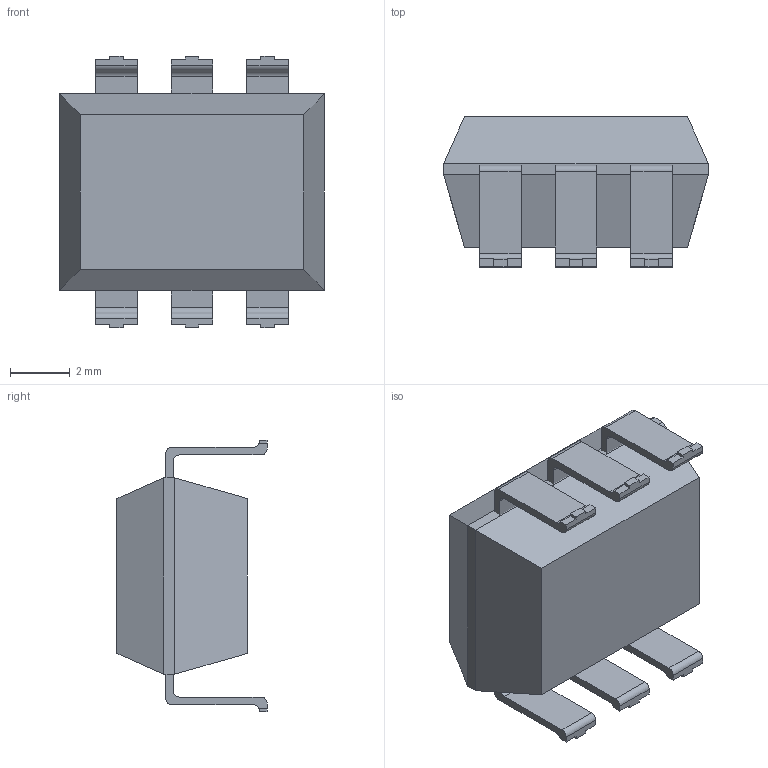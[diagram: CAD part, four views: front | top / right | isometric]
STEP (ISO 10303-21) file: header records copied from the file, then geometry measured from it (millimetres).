
FILE_DESCRIPTION (( 'STEP AP214' ), '1' );
FILE_NAME ('H11L1 SMD.STEP', '2015-03-20T21:15:54', ( '' ), ( '' ), 'SwSTEP 2.0', 'SolidWorks 2014', '' );
FILE_SCHEMA (( 'AUTOMOTIVE_DESIGN' ));
Length unit declared in the file: millimetre
Products named in the file (3): H11L SMD Pins; H11L SMD Body; H11L1 SMD
Assembly tree (2 placements, depth 2):
  H11L1 SMD
    H11L SMD Body
    H11L SMD Pins
Bounding box: 8.89 x 5.04 x 9.13 mm (x, y, z)
Volume: 235 mm3; surface area: 375.9 mm2
Topology: 2 solids, 2 shells, 111 faces, 310 edges, 204 vertices
Faces by surface type: plane 85, cylinder 26
Entity records: 3687 total; most frequent: CARTESIAN_POINT 630, ORIENTED_EDGE 620, DIRECTION 606, EDGE_CURVE 310, VECTOR 246, LINE 246, VERTEX_POINT 204, AXIS2_PLACEMENT_3D 180
